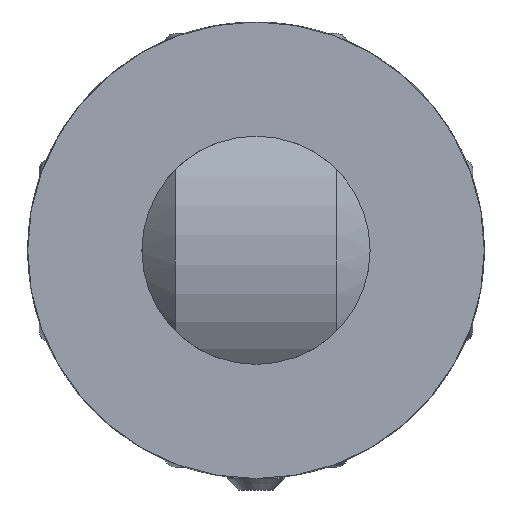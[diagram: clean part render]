
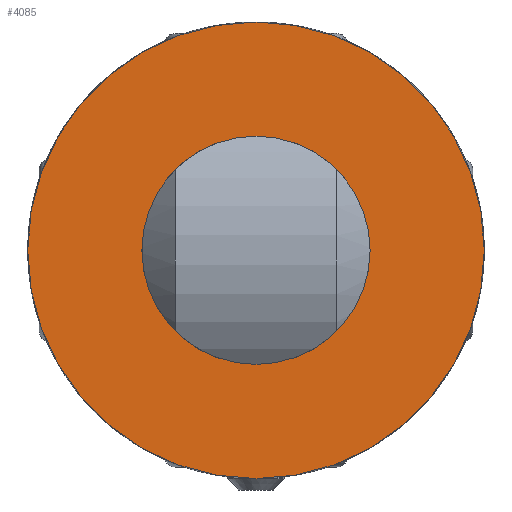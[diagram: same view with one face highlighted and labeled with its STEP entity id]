
A CAD part, left-side view. The second image highlights one B-rep face of the part: STEP entity #4085.
In plain terms, the highlighted face is planar.
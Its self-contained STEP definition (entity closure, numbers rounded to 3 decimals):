
#711=PLANE('',#4523);
#1440=VERTEX_POINT('',#6962);
#1472=VERTEX_POINT('',#7217);
#1732=CIRCLE('',#4501,0.5);
#1738=CIRCLE('',#4522,1.);
#2139=EDGE_CURVE('',#1440,#1440,#1732,.T.);
#2185=EDGE_CURVE('',#1472,#1472,#1738,.T.);
#3144=ORIENTED_EDGE('',*,*,#2139,.T.);
#3145=ORIENTED_EDGE('',*,*,#2185,.F.);
#3561=EDGE_LOOP('',(#3144));
#3562=EDGE_LOOP('',(#3145));
#3842=FACE_BOUND('',#3561,.T.);
#3843=FACE_BOUND('',#3562,.T.);
#4085=ADVANCED_FACE('',(#3842,#3843),#711,.T.);
#4501=AXIS2_PLACEMENT_3D('',#6961,#5442,#5443);
#4522=AXIS2_PLACEMENT_3D('',#7216,#5496,#5497);
#4523=AXIS2_PLACEMENT_3D('',#7218,#5498,$);
#5442=DIRECTION('',(0.,0.,-1.));
#5443=DIRECTION('',(0.5,0.,0.));
#5496=DIRECTION('',(0.,0.,-1.));
#5497=DIRECTION('',(1.,0.,0.));
#5498=DIRECTION('',(0.,0.,1.));
#6961=CARTESIAN_POINT('',(0.,0.,2.25));
#6962=CARTESIAN_POINT('',(-0.5,0.,2.25));
#7216=CARTESIAN_POINT('',(0.,0.,2.25));
#7217=CARTESIAN_POINT('',(1.,0.,2.25));
#7218=CARTESIAN_POINT('',(0.,0.,2.25));
